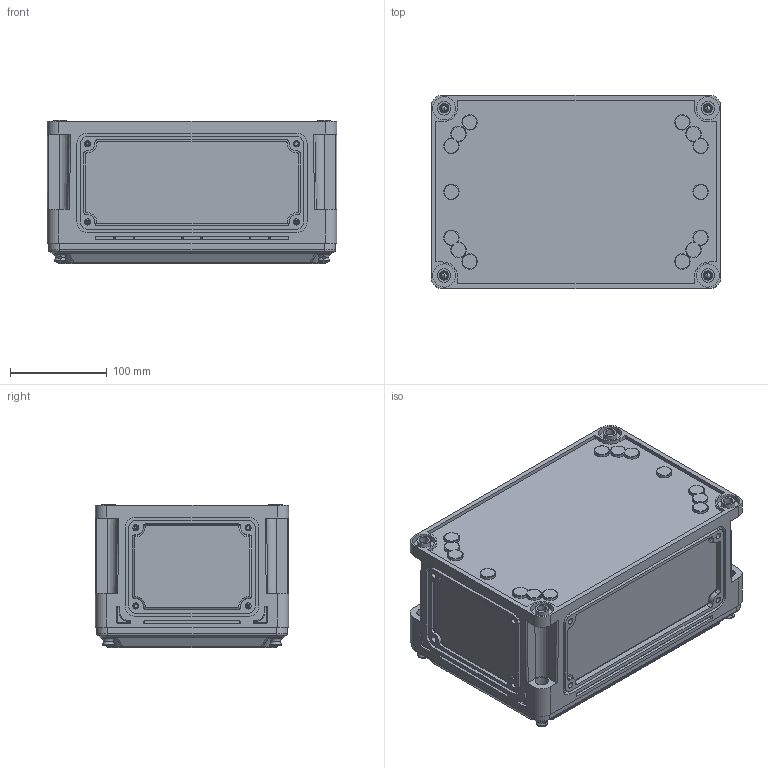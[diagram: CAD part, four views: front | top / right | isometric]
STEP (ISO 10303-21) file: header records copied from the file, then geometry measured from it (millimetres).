
FILE_DESCRIPTION (( 'STEP AP203' ), '1' );
FILE_NAME ('532210.STEP', '2015-02-20T11:23:16', ( '' ), ( '' ), 'SwSTEP 2.0', 'SolidWorks 2014', '' );
FILE_SCHEMA (( 'CONFIG_CONTROL_DESIGN' ));
Length unit declared in the file: millimetre
Products named in the file (6): Ïðîêëàäêà 300,400_300å200; 532210; 532210 ��������� 300�200_�� 㬮�砭��; êðûøêà RAM box H21 300 è 400_Šàëèª  300å200å21; ���� ��������� ������ RAM box_�� 㬮�砭��; ������ ��� ��������� ������ RAM box_�� 㬮�砭��
Assembly tree (11 placements, depth 2):
  532210
    532210 ��������� 300�200_�� 㬮�砭��
    êðûøêà RAM box H21 300 è 400_Šàëèª  300å200å21
    ���� ��������� ������ RAM box_�� 㬮�砭��  x4
    ������ ��� ��������� ������ RAM box_�� 㬮�砭��  x4
    Ïðîêëàäêà 300,400_300å200
Bounding box: 300 x 200 x 148 mm (x, y, z)
Volume: 1021027.2 mm3; surface area: 607567.8 mm2
Topology: 11 solids, 11 shells, 2143 faces, 5764 edges, 3716 vertices
Faces by surface type: cylinder 879, plane 627, torus 222, bspline 211, cone 136, sphere 68
Entity records: 56290 total; most frequent: CARTESIAN_POINT 16796, DIRECTION 8214, ORIENTED_EDGE 8120, EDGE_CURVE 4060, AXIS2_PLACEMENT_3D 3139, VERTEX_POINT 2631, LINE 1936, VECTOR 1936
